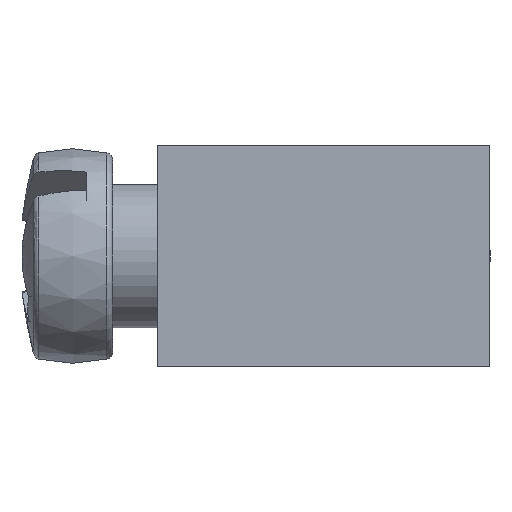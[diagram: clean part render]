
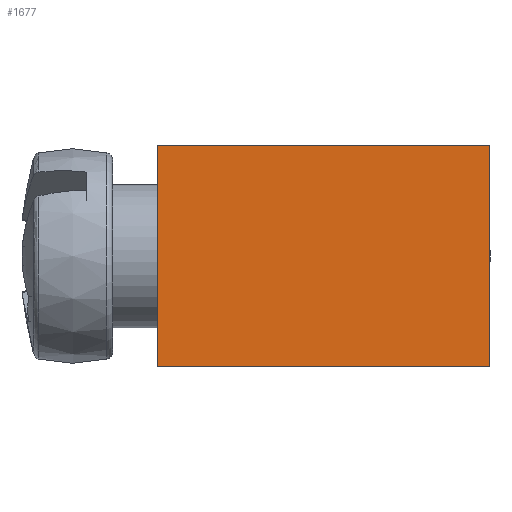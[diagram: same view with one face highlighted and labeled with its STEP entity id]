
A CAD part, left-side view. The second image highlights one B-rep face of the part: STEP entity #1677.
In plain terms, the highlighted planar face has unit normal (-1, 0, 0).
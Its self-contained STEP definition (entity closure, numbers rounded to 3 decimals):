
#95=LINE('',#2678,#129);
#97=LINE('',#2717,#131);
#102=LINE('',#3250,#136);
#103=LINE('',#3252,#137);
#129=VECTOR('',#1978,9.);
#131=VECTOR('',#2016,9.);
#136=VECTOR('',#2257,6.);
#137=VECTOR('',#2260,6.);
#164=PLANE('',#1861);
#539=FACE_OUTER_BOUND('',#752,.T.);
#752=EDGE_LOOP('',(#1348,#1349,#1350,#1351));
#840=VERTEX_POINT('',#2671);
#843=VERTEX_POINT('',#2676);
#861=VERTEX_POINT('',#2714);
#862=VERTEX_POINT('',#2716);
#994=EDGE_CURVE('',#843,#840,#95,.T.);
#1012=EDGE_CURVE('',#861,#862,#97,.T.);
#1086=EDGE_CURVE('',#862,#843,#102,.T.);
#1087=EDGE_CURVE('',#840,#861,#103,.T.);
#1348=ORIENTED_EDGE('',*,*,#1086,.F.);
#1349=ORIENTED_EDGE('',*,*,#1012,.F.);
#1350=ORIENTED_EDGE('',*,*,#1087,.F.);
#1351=ORIENTED_EDGE('',*,*,#994,.F.);
#1677=ADVANCED_FACE('',(#539),#164,.T.);
#1861=AXIS2_PLACEMENT_3D('',#3251,#2258,#2259);
#1978=DIRECTION('',(0.,1.,0.));
#2016=DIRECTION('',(0.,-1.,0.));
#2257=DIRECTION('',(0.,0.,-1.));
#2258=DIRECTION('center_axis',(-1.,0.,0.));
#2259=DIRECTION('ref_axis',(0.,-1.,0.));
#2260=DIRECTION('',(0.,0.,1.));
#2671=CARTESIAN_POINT('',(-57.,4.5,-3.));
#2676=CARTESIAN_POINT('',(-57.,-4.5,-3.));
#2678=CARTESIAN_POINT('',(-57.,-4.5,-3.));
#2714=CARTESIAN_POINT('',(-57.,4.5,3.));
#2716=CARTESIAN_POINT('',(-57.,-4.5,3.));
#2717=CARTESIAN_POINT('',(-57.,-4.5,3.));
#3250=CARTESIAN_POINT('',(-57.,-4.5,0.));
#3251=CARTESIAN_POINT('Origin',(-57.,4.5,0.));
#3252=CARTESIAN_POINT('',(-57.,4.5,0.));
